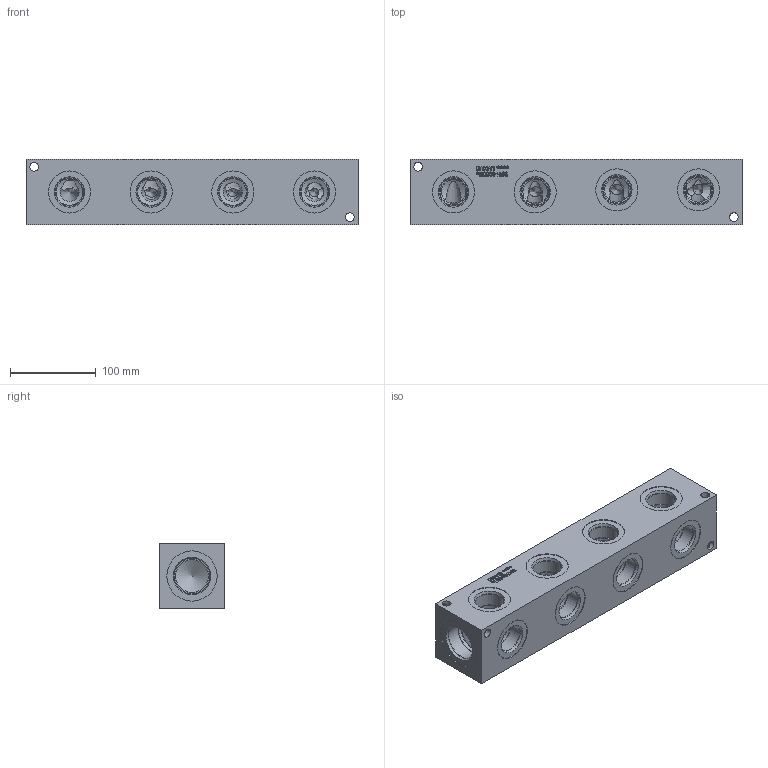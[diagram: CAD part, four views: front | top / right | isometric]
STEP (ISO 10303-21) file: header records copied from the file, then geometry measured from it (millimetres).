
FILE_DESCRIPTION(/* description */ (''),/* implementation_level */ '2;1');
FILE_NAME(/* name */ '_H0900416S.stp',/* time_stamp */ '2020-03-26T09:59:10-04:00',/* author */ ('devonn'),/* organization */ (''),/* preprocessor_version */ 'ST-DEVELOPER v17',/* originating_system */ 'Autodesk Inventor 2019',/* authorisation */ '');
FILE_SCHEMA (('AUTOMOTIVE_DESIGN { 1 0 10303 214 3 1 1 }'));
Length unit declared in the file: millimetre
Products named in the file (1): Part_AH0900416S_3D
Bounding box: 387.35 x 76.2 x 76.2 mm (x, y, z)
Volume: 1921509.3 mm3; surface area: 169474.7 mm2
Topology: 1 solids, 1 shells, 455 faces, 1243 edges, 825 vertices
Faces by surface type: plane 239, bspline 99, cylinder 61, cone 56
Full cylindrical faces by diameter (mm): 10.312 x8, 28.575 x2, 31.267 x8, 33.34 x1, 33.35 x7, 33.757 x8, 35.509 x7, 38.1 x2, 39.218 x2, 41.275 x1, 41.28 x1, 41.758 x1, 43.51 x1, 49.124 x8, 58.572 x2
Entity records: 15614 total; most frequent: CARTESIAN_POINT 4274, ORIENTED_EDGE 2468, DIRECTION 1930, EDGE_CURVE 1234, VERTEX_POINT 825, LINE 770, VECTOR 770, AXIS2_PLACEMENT_3D 580
